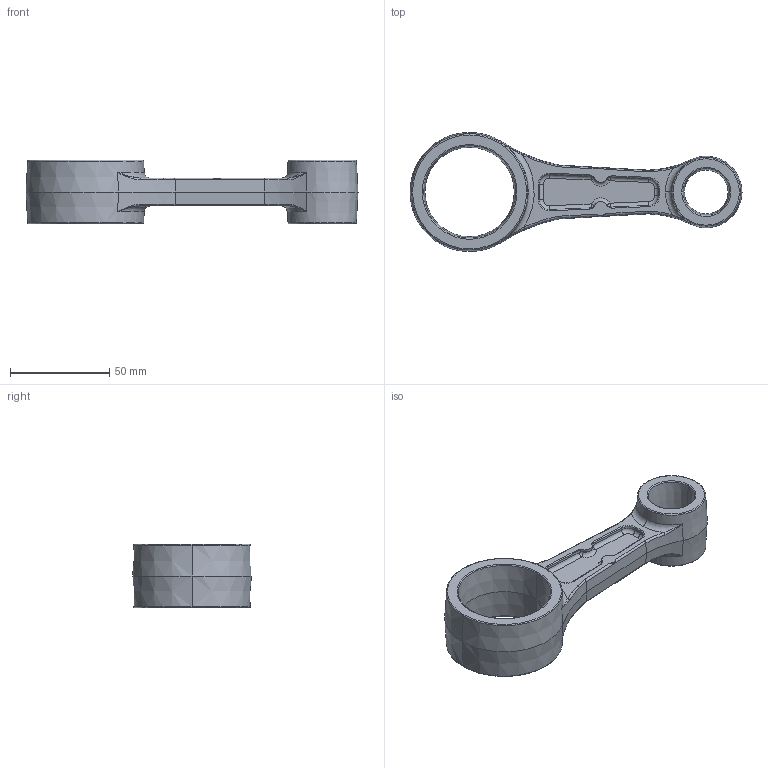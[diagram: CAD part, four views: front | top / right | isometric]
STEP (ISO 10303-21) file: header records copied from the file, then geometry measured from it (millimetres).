
FILE_DESCRIPTION (( 'STEP AP203' ), '1' );
FILE_NAME ('BIELLE1.STEP', '2018-12-11T12:34:32', ( '' ), ( '' ), 'SwSTEP 2.0', 'SolidWorks 2017', '' );
FILE_SCHEMA (( 'CONFIG_CONTROL_DESIGN' ));
Length unit declared in the file: millimetre
Products named in the file (1): BIELLE1
Bounding box: 167 x 59.8 x 32 mm (x, y, z)
Volume: 74529.1 mm3; surface area: 24858.9 mm2
Topology: 1 solids, 1 shells, 306 faces, 759 edges, 466 vertices
Faces by surface type: bspline 117, plane 75, torus 50, cone 36, cylinder 24, sphere 4
Entity records: 16318 total; most frequent: CARTESIAN_POINT 9759, ORIENTED_EDGE 1502, DIRECTION 1069, EDGE_CURVE 751, VERTEX_POINT 466, AXIS2_PLACEMENT_3D 384, EDGE_LOOP 329, FACE_OUTER_BOUND 306
